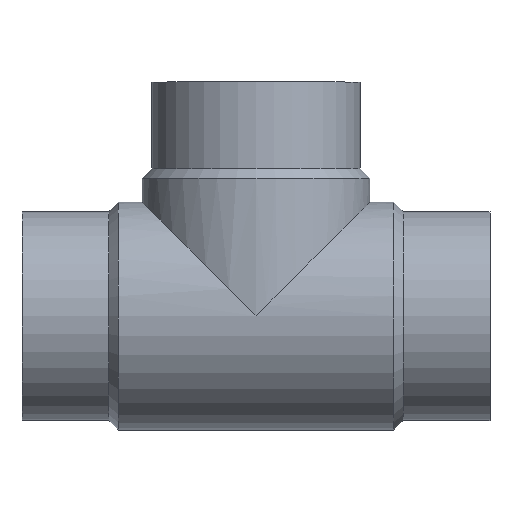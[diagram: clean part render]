
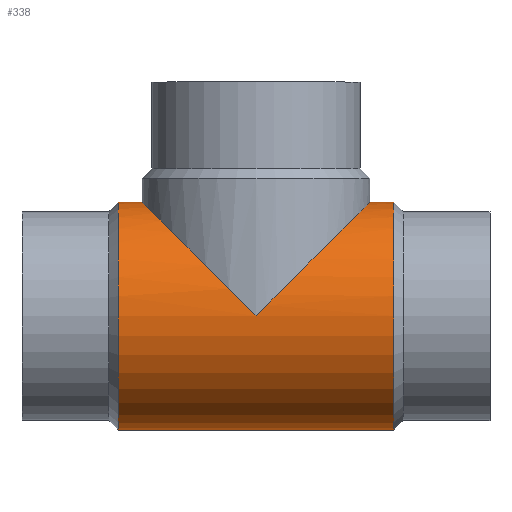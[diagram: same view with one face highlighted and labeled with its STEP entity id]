
A CAD part, top view. The second image highlights one B-rep face of the part: STEP entity #338.
In plain terms, the highlighted cylindrical face has radius 68.2 mm (diameter 136.4 mm), a partial arc.
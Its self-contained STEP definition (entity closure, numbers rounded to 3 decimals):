
#146 = VERTEX_POINT( '', #386 );
#156 = EDGE_CURVE( '', #228, #218, #396, .T. );
#158 = EDGE_CURVE( '', #228, #172, #398, .T. );
#172 = VERTEX_POINT( '', #415 );
#206 = VERTEX_POINT( '', #455 );
#218 = VERTEX_POINT( '', #467 );
#228 = VERTEX_POINT( '', #479 );
#266 = EDGE_CURVE( '', #172, #206, #520, .T. );
#276 = EDGE_CURVE( '', #302, #146, #531, .T. );
#292 = VERTEX_POINT( '', #550 );
#302 = VERTEX_POINT( '', #561 );
#338 = ADVANCED_FACE( '', ( #603 ), #604, .T. );
#342 = EDGE_CURVE( '', #206, #292, #609, .T. );
#344 = EDGE_CURVE( '', #146, #218, #611, .T. );
#352 = EDGE_CURVE( '', #292, #302, #619, .T. );
#386 = CARTESIAN_POINT( '', ( -208.2, 68.2, 0. ) );
#396 = CIRCLE( '', #661, 68.2 );
#398 = LINE( '', #664, #665 );
#415 = CARTESIAN_POINT( '', ( -57.7, -68.2, 0. ) );
#455 = CARTESIAN_POINT( '', ( -57.7, 68.2, 0. ) );
#467 = CARTESIAN_POINT( '', ( -222.3, 68.2, 0. ) );
#479 = CARTESIAN_POINT( '', ( -222.3, -68.2, 0. ) );
#520 = CIRCLE( '', #826, 68.2 );
#531 = ELLIPSE( '', #842, 96.449, 68.2 );
#550 = CARTESIAN_POINT( '', ( -71.8, 68.2, 0. ) );
#561 = CARTESIAN_POINT( '', ( -140., 0., 68.2 ) );
#603 = FACE_OUTER_BOUND( '', #925, .T. );
#604 = CYLINDRICAL_SURFACE( '', #926, 68.2 );
#609 = LINE( '', #932, #933 );
#611 = LINE( '', #936, #937 );
#619 = ELLIPSE( '', #951, 96.449, 68.2 );
#661 = AXIS2_PLACEMENT_3D( '', #977, #978, #979 );
#664 = CARTESIAN_POINT( '', ( -140., -68.2, 0. ) );
#665 = VECTOR( '', #980, 1. );
#826 = AXIS2_PLACEMENT_3D( '', #1135, #1136, #1137 );
#842 = AXIS2_PLACEMENT_3D( '', #1153, #1154, #1155 );
#925 = EDGE_LOOP( '', ( #1253, #1254, #1255, #1256, #1257, #1258, #1259 ) );
#926 = AXIS2_PLACEMENT_3D( '', #1260, #1261, #1262 );
#932 = CARTESIAN_POINT( '', ( -140., 68.2, 0. ) );
#933 = VECTOR( '', #1271, 1. );
#936 = CARTESIAN_POINT( '', ( -140., 68.2, 0. ) );
#937 = VECTOR( '', #1272, 1. );
#951 = AXIS2_PLACEMENT_3D( '', #1278, #1279, #1280 );
#977 = CARTESIAN_POINT( '', ( -222.3, 0., 0. ) );
#978 = DIRECTION( '', ( -1., 0., 0. ) );
#979 = DIRECTION( '', ( 0., 1., 0. ) );
#980 = DIRECTION( '', ( 1., 0., 0. ) );
#1135 = CARTESIAN_POINT( '', ( -57.7, 0., 0. ) );
#1136 = DIRECTION( '', ( -1., 0., 0. ) );
#1137 = DIRECTION( '', ( 0., 1., 0. ) );
#1153 = CARTESIAN_POINT( '', ( -140., 0., 0. ) );
#1154 = DIRECTION( '', ( -0.707, -0.707, 0. ) );
#1155 = DIRECTION( '', ( 0.707, -0.707, 0. ) );
#1253 = ORIENTED_EDGE( '', *, *, #342, .T. );
#1254 = ORIENTED_EDGE( '', *, *, #352, .T. );
#1255 = ORIENTED_EDGE( '', *, *, #276, .T. );
#1256 = ORIENTED_EDGE( '', *, *, #344, .T. );
#1257 = ORIENTED_EDGE( '', *, *, #156, .F. );
#1258 = ORIENTED_EDGE( '', *, *, #158, .T. );
#1259 = ORIENTED_EDGE( '', *, *, #266, .T. );
#1260 = CARTESIAN_POINT( '', ( -140., 0., 0. ) );
#1261 = DIRECTION( '', ( 1., 0., 0. ) );
#1262 = DIRECTION( '', ( 0., 1., 0. ) );
#1271 = DIRECTION( '', ( -1., 0., 0. ) );
#1272 = DIRECTION( '', ( -1., 0., 0. ) );
#1278 = CARTESIAN_POINT( '', ( -140., 0., 0. ) );
#1279 = DIRECTION( '', ( 0.707, -0.707, 0. ) );
#1280 = DIRECTION( '', ( 0.707, 0.707, 0. ) );
